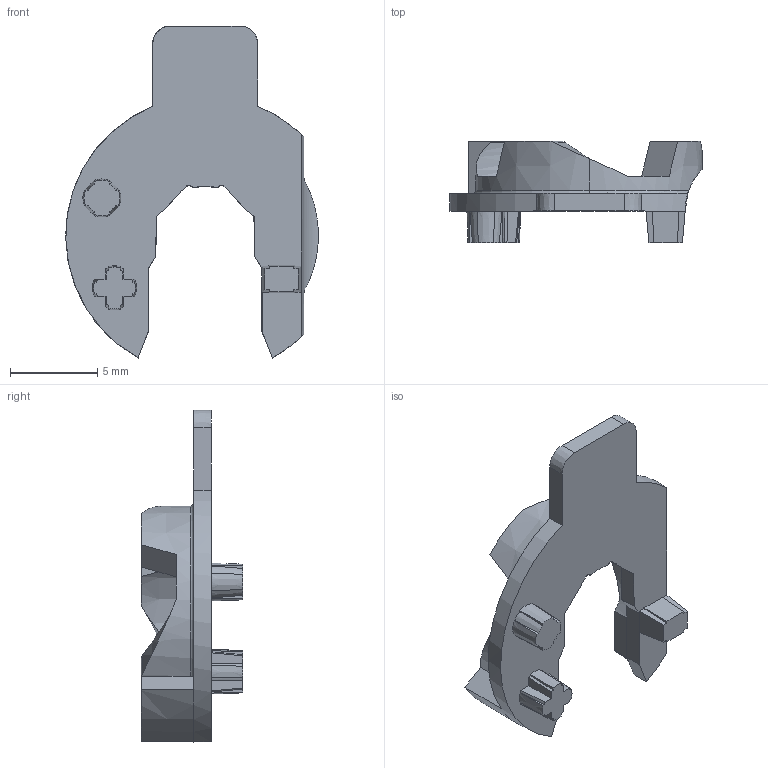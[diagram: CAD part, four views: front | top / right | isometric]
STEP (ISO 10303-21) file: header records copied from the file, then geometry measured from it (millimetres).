
FILE_DESCRIPTION (( 'STEP AP214' ), '1' );
FILE_NAME ('2138-G.STEP', '2016-06-01T14:55:56', ( '' ), ( '' ), 'SwSTEP 2.0', 'SolidWorks 2015', '' );
FILE_SCHEMA (( 'AUTOMOTIVE_DESIGN' ));
Length unit declared in the file: millimetre
Products named in the file (1): 2138-G
Bounding box: 14.49 x 5.8 x 19.03 mm (x, y, z)
Volume: 296 mm3; surface area: 541.6 mm2
Topology: 1 solids, 1 shells, 127 faces, 357 edges, 234 vertices
Faces by surface type: plane 80, cone 33, bspline 10, torus 3, cylinder 1
Entity records: 4785 total; most frequent: CARTESIAN_POINT 1227, ORIENTED_EDGE 714, DIRECTION 569, EDGE_CURVE 357, VERTEX_POINT 234, AXIS2_PLACEMENT_3D 196, VECTOR 177, LINE 177
